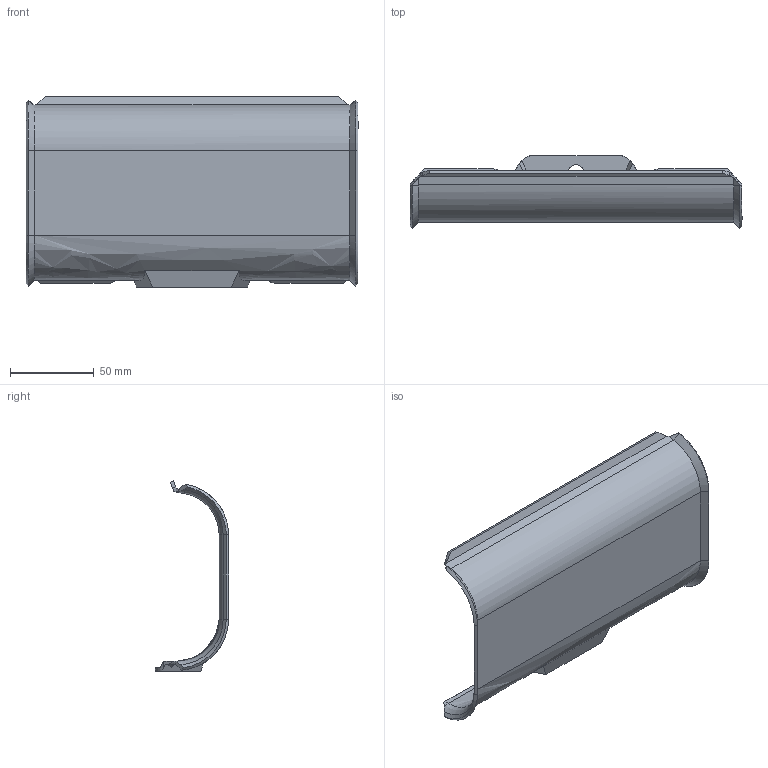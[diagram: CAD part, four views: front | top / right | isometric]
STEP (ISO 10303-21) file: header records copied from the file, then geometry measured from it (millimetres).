
FILE_DESCRIPTION(/* description */ (''),/* implementation_level */ '2;1');
FILE_NAME(/* name */ '6006890',/* time_stamp */ '2015-03-26T09:43:40+01:00',/* author */ (''),/* organization */ (''),/* preprocessor_version */ 'ST-DEVELOPER v15',/* originating_system */ '',/* authorisation */ '');
FILE_SCHEMA (('CONFIG_CONTROL_DESIGN'));
Length unit declared in the file: millimetre
Products named in the file (1): Document
Bounding box: 198 x 43.59 x 113.46 mm (x, y, z)
Surface area: 60240.5 mm2 (no closed solid volume)
Topology: 0 solids, 1 shells, 143 faces, 381 edges, 243 vertices
Faces by surface type: plane 77, bspline 66
Entity records: 5615 total; most frequent: CARTESIAN_POINT 3164, ORIENTED_EDGE 742, EDGE_CURVE 381, B_SPLINE_CURVE_WITH_KNOTS 299, VERTEX_POINT 243, EDGE_LOOP 154, ADVANCED_FACE 143, FACE_OUTER_BOUND 143
